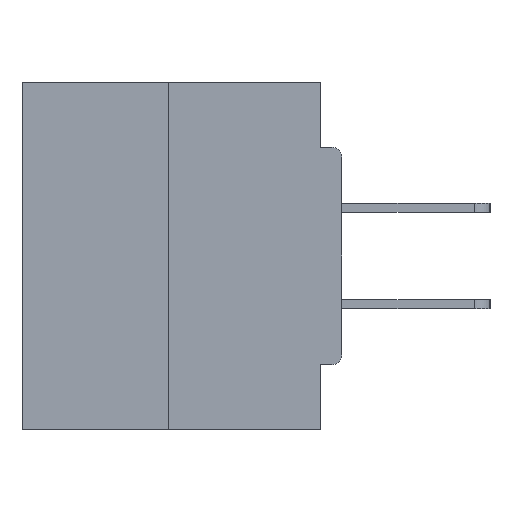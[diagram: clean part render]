
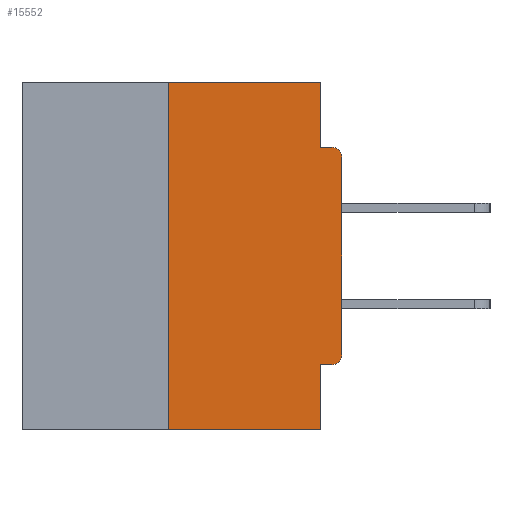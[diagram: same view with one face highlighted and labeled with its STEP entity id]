
A CAD part, left-side view. The second image highlights one B-rep face of the part: STEP entity #15552.
In plain terms, the highlighted planar face has unit normal (-1, 0, 0).
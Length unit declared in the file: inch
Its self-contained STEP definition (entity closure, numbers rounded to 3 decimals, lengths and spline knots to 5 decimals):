
#43 = ORIENTED_EDGE ( 'NONE', *, *, #2646, .T. ) ;
#65 = CARTESIAN_POINT ( 'NONE',  ( 0., 0., 0. ) ) ;
#784 = EDGE_CURVE ( 'NONE', #31368, #30928, #14142, .T. ) ;
#1439 = DIRECTION ( 'NONE',  ( 0., 0., -1. ) ) ;
#2200 = LINE ( 'NONE', #13082, #12458 ) ;
#2229 = DIRECTION ( 'NONE',  ( 0., 0., 1. ) ) ;
#2598 = LINE ( 'NONE', #18656, #20262 ) ;
#2646 = EDGE_CURVE ( 'NONE', #13632, #9056, #12161, .T. ) ;
#3599 = LINE ( 'NONE', #3764, #16773 ) ;
#3764 = CARTESIAN_POINT ( 'NONE',  ( 0., 0., -0.4065 ) ) ;
#3789 = CARTESIAN_POINT ( 'NONE',  ( 0., 0.25, 0. ) ) ;
#4216 = VERTEX_POINT ( 'NONE', #13629 ) ;
#4430 = EDGE_CURVE ( 'NONE', #31368, #4216, #6833, .T. ) ;
#4935 = DIRECTION ( 'NONE',  ( 0., 0., -1. ) ) ;
#5400 = EDGE_CURVE ( 'NONE', #34593, #34696, #16658, .T. ) ;
#6833 = LINE ( 'NONE', #31784, #28064 ) ;
#7535 = CARTESIAN_POINT ( 'NONE',  ( 0., 0.031, -0.0935 ) ) ;
#7656 = DIRECTION ( 'NONE',  ( 0., 0., -1. ) ) ;
#7962 = ORIENTED_EDGE ( 'NONE', *, *, #12859, .F. ) ;
#8246 = EDGE_CURVE ( 'NONE', #30928, #24363, #13873, .T. ) ;
#8550 = CARTESIAN_POINT ( 'NONE',  ( 0., 0.015, -0.4065 ) ) ;
#8718 = VECTOR ( 'NONE', #2229, 39.37008 ) ;
#9056 = VERTEX_POINT ( 'NONE', #28768 ) ;
#9651 = ORIENTED_EDGE ( 'NONE', *, *, #30053, .F. ) ;
#9959 = CARTESIAN_POINT ( 'NONE',  ( 0., 0.015, -0.3915 ) ) ;
#10770 = ORIENTED_EDGE ( 'NONE', *, *, #8246, .F. ) ;
#11243 = CARTESIAN_POINT ( 'NONE',  ( 0., 0.031, 0. ) ) ;
#11439 = EDGE_LOOP ( 'NONE', ( #10770, #28315, #29583, #19930, #9651, #31029, #11561, #43, #7962, #33022 ) ) ;
#11561 = ORIENTED_EDGE ( 'NONE', *, *, #17391, .T. ) ;
#12161 = CIRCLE ( 'NONE', #27532, 0.015 ) ;
#12458 = VECTOR ( 'NONE', #12735, 39.37008 ) ;
#12521 = VECTOR ( 'NONE', #17064, 39.37008 ) ;
#12735 = DIRECTION ( 'NONE',  ( 0., -1., 0. ) ) ;
#12859 = EDGE_CURVE ( 'NONE', #25518, #9056, #2200, .T. ) ;
#13082 = CARTESIAN_POINT ( 'NONE',  ( 0., 0., -0.0935 ) ) ;
#13629 = CARTESIAN_POINT ( 'NONE',  ( 0., 0.031, -0.5 ) ) ;
#13632 = VERTEX_POINT ( 'NONE', #23781 ) ;
#13727 = AXIS2_PLACEMENT_3D ( 'NONE', #20502, #19975, #1439 ) ;
#13873 = LINE ( 'NONE', #27916, #12521 ) ;
#14142 = LINE ( 'NONE', #3789, #25943 ) ;
#14829 = CARTESIAN_POINT ( 'NONE',  ( 0., 0.25, -0.5 ) ) ;
#15552 = ADVANCED_FACE ( 'NONE', ( #28518 ), #20153, .F. ) ;
#16658 = CIRCLE ( 'NONE', #34260, 0.015 ) ;
#16773 = VECTOR ( 'NONE', #28531, 39.37008 ) ;
#16801 = VECTOR ( 'NONE', #7656, 39.37008 ) ;
#17064 = DIRECTION ( 'NONE',  ( 0., -1., 0. ) ) ;
#17391 = EDGE_CURVE ( 'NONE', #34696, #13632, #23985, .T. ) ;
#17963 = CARTESIAN_POINT ( 'NONE',  ( 0., 0.031, -0.4065 ) ) ;
#18656 = CARTESIAN_POINT ( 'NONE',  ( 0., 0.031, -0.5 ) ) ;
#19722 = DIRECTION ( 'NONE',  ( -1., 0., 0. ) ) ;
#19930 = ORIENTED_EDGE ( 'NONE', *, *, #22188, .F. ) ;
#19955 = CARTESIAN_POINT ( 'NONE',  ( 0., 0., -0.3915 ) ) ;
#19975 = DIRECTION ( 'NONE',  ( 1., 0., 0. ) ) ;
#20011 = DIRECTION ( 'NONE',  ( 0., 0., 1. ) ) ;
#20153 = PLANE ( 'NONE',  #13727 ) ;
#20262 = VECTOR ( 'NONE', #4935, 39.37008 ) ;
#20502 = CARTESIAN_POINT ( 'NONE',  ( 0., 0.46, 0. ) ) ;
#20734 = EDGE_CURVE ( 'NONE', #24363, #25518, #24236, .T. ) ;
#20827 = DIRECTION ( 'NONE',  ( -1., 0., 0. ) ) ;
#21544 = CARTESIAN_POINT ( 'NONE',  ( 0., 0.031, 0. ) ) ;
#22188 = EDGE_CURVE ( 'NONE', #29409, #4216, #2598, .T. ) ;
#23427 = DIRECTION ( 'NONE',  ( 0., -1., 0. ) ) ;
#23781 = CARTESIAN_POINT ( 'NONE',  ( 0., 0., -0.1085 ) ) ;
#23985 = LINE ( 'NONE', #65, #8718 ) ;
#24236 = LINE ( 'NONE', #21544, #16801 ) ;
#24363 = VERTEX_POINT ( 'NONE', #11243 ) ;
#25518 = VERTEX_POINT ( 'NONE', #7535 ) ;
#25943 = VECTOR ( 'NONE', #20011, 39.37008 ) ;
#27532 = AXIS2_PLACEMENT_3D ( 'NONE', #33804, #19722, #31104 ) ;
#27916 = CARTESIAN_POINT ( 'NONE',  ( 0., 0.46, 0. ) ) ;
#28064 = VECTOR ( 'NONE', #23427, 39.37008 ) ;
#28315 = ORIENTED_EDGE ( 'NONE', *, *, #784, .F. ) ;
#28518 = FACE_OUTER_BOUND ( 'NONE', #11439, .T. ) ;
#28531 = DIRECTION ( 'NONE',  ( 0., 1., 0. ) ) ;
#28762 = CARTESIAN_POINT ( 'NONE',  ( 0., 0.25, 0. ) ) ;
#28768 = CARTESIAN_POINT ( 'NONE',  ( 0., 0.015, -0.0935 ) ) ;
#29409 = VERTEX_POINT ( 'NONE', #17963 ) ;
#29583 = ORIENTED_EDGE ( 'NONE', *, *, #4430, .T. ) ;
#30053 = EDGE_CURVE ( 'NONE', #34593, #29409, #3599, .T. ) ;
#30928 = VERTEX_POINT ( 'NONE', #28762 ) ;
#31029 = ORIENTED_EDGE ( 'NONE', *, *, #5400, .T. ) ;
#31104 = DIRECTION ( 'NONE',  ( 0., 0., -1. ) ) ;
#31368 = VERTEX_POINT ( 'NONE', #14829 ) ;
#31696 = DIRECTION ( 'NONE',  ( 0., 0., -1. ) ) ;
#31784 = CARTESIAN_POINT ( 'NONE',  ( 0., 0.46, -0.5 ) ) ;
#33022 = ORIENTED_EDGE ( 'NONE', *, *, #20734, .F. ) ;
#33804 = CARTESIAN_POINT ( 'NONE',  ( 0., 0.015, -0.1085 ) ) ;
#34260 = AXIS2_PLACEMENT_3D ( 'NONE', #9959, #20827, #31696 ) ;
#34593 = VERTEX_POINT ( 'NONE', #8550 ) ;
#34696 = VERTEX_POINT ( 'NONE', #19955 ) ;
